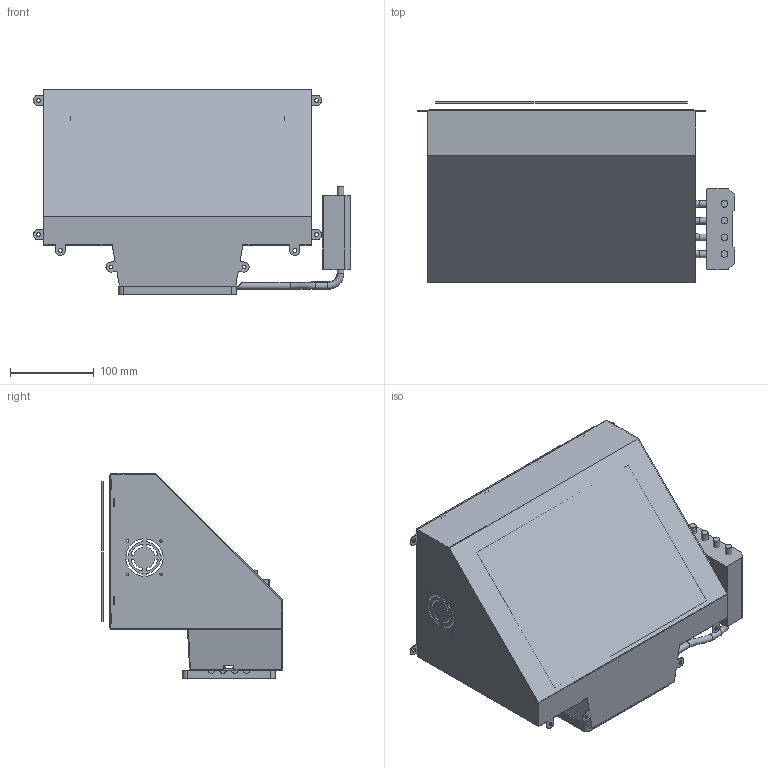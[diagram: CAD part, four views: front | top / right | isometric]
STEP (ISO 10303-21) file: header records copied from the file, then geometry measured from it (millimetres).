
FILE_DESCRIPTION(/* description */ (''),/* implementation_level */ '2;1');
FILE_NAME(/* name */ '13.6英寸COB反射光源装配示意图.stp',/* time_stamp */ '2023-12-14T11:43:56+08:00',/* author */ (''),/* organization */ (''),/* preprocessor_version */ 'ST-DEVELOPER v16.7',/* originating_system */ 'SIEMENS PLM Software NX 12.0',/* authorisation */ '');
FILE_SCHEMA (('AUTOMOTIVE_DESIGN { 1 0 10303 214 3 1 1 1 }'));
Length unit declared in the file: millimetre
Products named in the file (1): chen03F083FCmv4j
Bounding box: 378.5 x 216.2 x 244.5 mm (x, y, z)
Volume: 1309090.4 mm3; surface area: 986826.6 mm2
Topology: 26 solids, 26 shells, 995 faces, 2698 edges, 1793 vertices
Faces by surface type: plane 682, cylinder 251, cone 28, bspline 20, torus 8, extrusion 4, sphere 2
Full cylindrical faces by diameter (mm): 2.4 x12, 3 x8, 3.2 x4, 3.5 x24, 4.5 x8, 5.5 x8, 6 x4, 6.5 x8, 8 x14
Entity records: 33117 total; most frequent: CARTESIAN_POINT 7401, ORIENTED_EDGE 5062, DIRECTION 4987, EDGE_CURVE 2531, VECTOR 1935, LINE 1931, VERTEX_POINT 1754, EDGE_LOOP 1547
